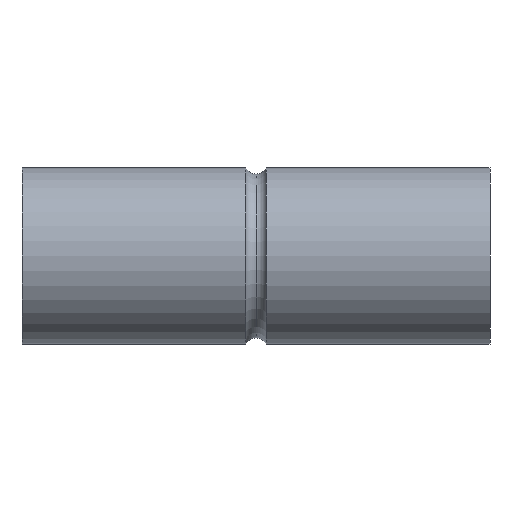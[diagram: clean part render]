
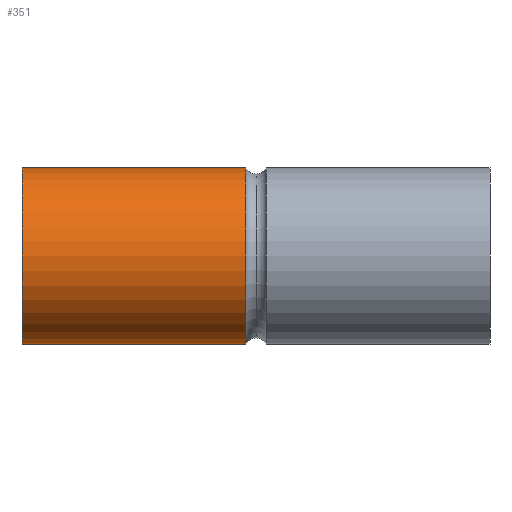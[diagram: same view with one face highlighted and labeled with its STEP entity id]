
A CAD part, front view. The second image highlights one B-rep face of the part: STEP entity #351.
In plain terms, the highlighted cylindrical face has radius 11.3 mm (diameter 22.6 mm), a partial arc.
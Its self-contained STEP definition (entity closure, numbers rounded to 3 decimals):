
#28 = AXIS2_PLACEMENT_3D ( 'NONE', #372, #705, #688 ) ;
#50 = CARTESIAN_POINT ( 'NONE',  ( -17.478, 0., 0. ) ) ;
#108 = AXIS2_PLACEMENT_3D ( 'NONE', #384, #367, #364 ) ;
#115 = LINE ( 'NONE', #593, #260 ) ;
#118 = ORIENTED_EDGE ( 'NONE', *, *, #297, .T. ) ;
#133 = EDGE_CURVE ( 'NONE', #686, #546, #498, .T. ) ;
#142 = ORIENTED_EDGE ( 'NONE', *, *, #217, .F. ) ;
#169 = EDGE_CURVE ( 'NONE', #184, #529, #115, .T. ) ;
#184 = VERTEX_POINT ( 'NONE', #728 ) ;
#217 = EDGE_CURVE ( 'NONE', #529, #546, #753, .T. ) ;
#249 = DIRECTION ( 'NONE',  ( -1., 0., 0. ) ) ;
#260 = VECTOR ( 'NONE', #702, 1000. ) ;
#261 = CIRCLE ( 'NONE', #108, 11.3 ) ;
#297 = EDGE_CURVE ( 'NONE', #184, #686, #261, .T. ) ;
#331 = ORIENTED_EDGE ( 'NONE', *, *, #133, .T. ) ;
#351 = ADVANCED_FACE ( 'NONE', ( #756 ), #676, .T. ) ;
#364 = DIRECTION ( 'NONE',  ( 0., 0., 1. ) ) ;
#367 = DIRECTION ( 'NONE',  ( -1., 0., 0. ) ) ;
#372 = CARTESIAN_POINT ( 'NONE',  ( -30., 0., 0. ) ) ;
#384 = CARTESIAN_POINT ( 'NONE',  ( -1.327, 0., 0. ) ) ;
#427 = CARTESIAN_POINT ( 'NONE',  ( -30., 0., 11.3 ) ) ;
#446 = EDGE_LOOP ( 'NONE', ( #601, #118, #331, #142 ) ) ;
#487 = VECTOR ( 'NONE', #660, 1000. ) ;
#498 = LINE ( 'NONE', #575, #487 ) ;
#529 = VERTEX_POINT ( 'NONE', #693 ) ;
#546 = VERTEX_POINT ( 'NONE', #427 ) ;
#575 = CARTESIAN_POINT ( 'NONE',  ( -17.478, 0., 11.3 ) ) ;
#591 = DIRECTION ( 'NONE',  ( 0., 0., 1. ) ) ;
#593 = CARTESIAN_POINT ( 'NONE',  ( -17.478, 0., -11.3 ) ) ;
#601 = ORIENTED_EDGE ( 'NONE', *, *, #169, .F. ) ;
#660 = DIRECTION ( 'NONE',  ( -1., 0., 0. ) ) ;
#676 = CYLINDRICAL_SURFACE ( 'NONE', #716, 11.3 ) ;
#686 = VERTEX_POINT ( 'NONE', #745 ) ;
#688 = DIRECTION ( 'NONE',  ( 0., 0., 1. ) ) ;
#693 = CARTESIAN_POINT ( 'NONE',  ( -30., 0., -11.3 ) ) ;
#702 = DIRECTION ( 'NONE',  ( -1., 0., 0. ) ) ;
#705 = DIRECTION ( 'NONE',  ( -1., 0., 0. ) ) ;
#716 = AXIS2_PLACEMENT_3D ( 'NONE', #50, #249, #591 ) ;
#728 = CARTESIAN_POINT ( 'NONE',  ( -1.327, 0., -11.3 ) ) ;
#745 = CARTESIAN_POINT ( 'NONE',  ( -1.327, 0., 11.3 ) ) ;
#753 = CIRCLE ( 'NONE', #28, 11.3 ) ;
#756 = FACE_OUTER_BOUND ( 'NONE', #446, .T. ) ;
